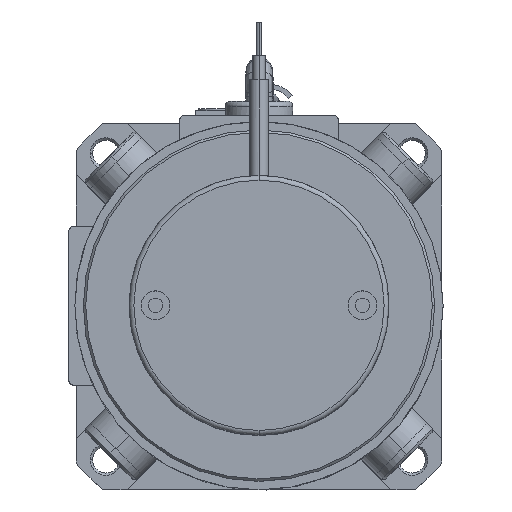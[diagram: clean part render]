
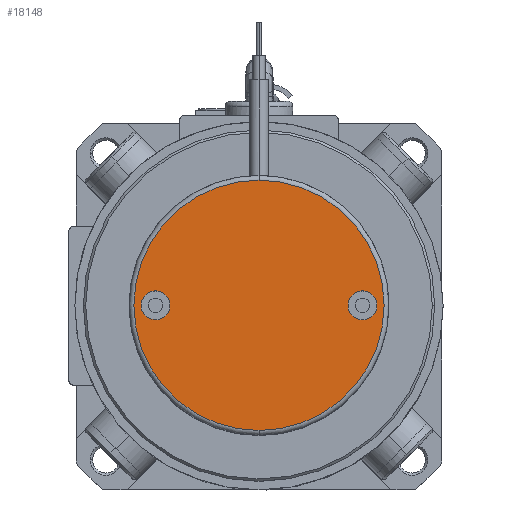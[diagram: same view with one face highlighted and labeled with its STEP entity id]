
A CAD part, top view. The second image highlights one B-rep face of the part: STEP entity #18148.
In plain terms, the highlighted planar face has unit normal (0, 0, 1).
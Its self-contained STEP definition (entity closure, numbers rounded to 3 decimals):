
#723 = ORIENTED_EDGE ( 'NONE', *, *, #22696, .F. ) ;
#1481 = VERTEX_POINT ( 'NONE', #4714 ) ;
#2529 = DIRECTION ( 'NONE',  ( 0., 0., 1. ) ) ;
#2602 = FACE_BOUND ( 'NONE', #21790, .T. ) ;
#3125 = DIRECTION ( 'NONE',  ( 0., 0., 1. ) ) ;
#3220 = DIRECTION ( 'NONE',  ( 0., 0., 1. ) ) ;
#4162 = EDGE_CURVE ( 'NONE', #5422, #16253, #22414, .T. ) ;
#4432 = CIRCLE ( 'NONE', #12921, 3. ) ;
#4509 = ORIENTED_EDGE ( 'NONE', *, *, #4162, .T. ) ;
#4714 = CARTESIAN_POINT ( 'NONE',  ( -21.5, -3., 81.5 ) ) ;
#4985 = EDGE_LOOP ( 'NONE', ( #723, #22156 ) ) ;
#5368 = DIRECTION ( 'NONE',  ( 0., 0., 1. ) ) ;
#5422 = VERTEX_POINT ( 'NONE', #6597 ) ;
#5792 = AXIS2_PLACEMENT_3D ( 'NONE', #11637, #11516, #17339 ) ;
#6597 = CARTESIAN_POINT ( 'NONE',  ( 0., 26., 81.5 ) ) ;
#6879 = CARTESIAN_POINT ( 'NONE',  ( 21.5, 0., 81.5 ) ) ;
#6896 = EDGE_LOOP ( 'NONE', ( #13316, #4509 ) ) ;
#7084 = DIRECTION ( 'NONE',  ( 0., -1., 0. ) ) ;
#7543 = DIRECTION ( 'NONE',  ( 0., -1., 0. ) ) ;
#7792 = ORIENTED_EDGE ( 'NONE', *, *, #17452, .F. ) ;
#8053 = FACE_BOUND ( 'NONE', #4985, .T. ) ;
#8696 = DIRECTION ( 'NONE',  ( 0., -1., 0. ) ) ;
#8873 = EDGE_CURVE ( 'NONE', #16253, #5422, #22744, .T. ) ;
#9601 = AXIS2_PLACEMENT_3D ( 'NONE', #23463, #3125, #8696 ) ;
#9994 = FACE_OUTER_BOUND ( 'NONE', #6896, .T. ) ;
#10274 = DIRECTION ( 'NONE',  ( 0., 0., 1. ) ) ;
#11516 = DIRECTION ( 'NONE',  ( 0., 0., 1. ) ) ;
#11637 = CARTESIAN_POINT ( 'NONE',  ( 0., 0., 81.5 ) ) ;
#12079 = DIRECTION ( 'NONE',  ( 0., -1., 0. ) ) ;
#12161 = CARTESIAN_POINT ( 'NONE',  ( 0., 0., 81.5 ) ) ;
#12921 = AXIS2_PLACEMENT_3D ( 'NONE', #6879, #10274, #12079 ) ;
#13316 = ORIENTED_EDGE ( 'NONE', *, *, #8873, .T. ) ;
#14058 = AXIS2_PLACEMENT_3D ( 'NONE', #22619, #2529, #14984 ) ;
#14117 = CARTESIAN_POINT ( 'NONE',  ( -21.5, 0., 81.5 ) ) ;
#14215 = DIRECTION ( 'NONE',  ( 0., -1., 0. ) ) ;
#14434 = CIRCLE ( 'NONE', #17540, 3. ) ;
#14984 = DIRECTION ( 'NONE',  ( 0., -1., 0. ) ) ;
#16163 = EDGE_CURVE ( 'NONE', #18108, #1481, #17128, .T. ) ;
#16253 = VERTEX_POINT ( 'NONE', #16809 ) ;
#16261 = PLANE ( 'NONE',  #18691 ) ;
#16610 = VERTEX_POINT ( 'NONE', #20127 ) ;
#16735 = CARTESIAN_POINT ( 'NONE',  ( 21.5, 0., 81.5 ) ) ;
#16750 = CIRCLE ( 'NONE', #22154, 3. ) ;
#16809 = CARTESIAN_POINT ( 'NONE',  ( 0., -26., 81.5 ) ) ;
#17128 = CIRCLE ( 'NONE', #14058, 3. ) ;
#17312 = ORIENTED_EDGE ( 'NONE', *, *, #16163, .F. ) ;
#17339 = DIRECTION ( 'NONE',  ( 0., -1., 0. ) ) ;
#17452 = EDGE_CURVE ( 'NONE', #1481, #18108, #16750, .T. ) ;
#17540 = AXIS2_PLACEMENT_3D ( 'NONE', #16735, #5368, #7543 ) ;
#18108 = VERTEX_POINT ( 'NONE', #23058 ) ;
#18148 = ADVANCED_FACE ( 'Defeature ausgef�hrt2_5', ( #8053, #2602, #9994 ), #16261, .T. ) ;
#18275 = EDGE_CURVE ( 'NONE', #16610, #18628, #14434, .T. ) ;
#18628 = VERTEX_POINT ( 'NONE', #23401 ) ;
#18691 = AXIS2_PLACEMENT_3D ( 'NONE', #12161, #20026, #14215 ) ;
#20026 = DIRECTION ( 'NONE',  ( 0., 0., 1. ) ) ;
#20127 = CARTESIAN_POINT ( 'NONE',  ( 21.5, 3., 81.5 ) ) ;
#21790 = EDGE_LOOP ( 'NONE', ( #7792, #17312 ) ) ;
#22154 = AXIS2_PLACEMENT_3D ( 'NONE', #14117, #3220, #7084 ) ;
#22156 = ORIENTED_EDGE ( 'NONE', *, *, #18275, .F. ) ;
#22414 = CIRCLE ( 'NONE', #5792, 26. ) ;
#22619 = CARTESIAN_POINT ( 'NONE',  ( -21.5, 0., 81.5 ) ) ;
#22696 = EDGE_CURVE ( 'NONE', #18628, #16610, #4432, .T. ) ;
#22744 = CIRCLE ( 'NONE', #9601, 26. ) ;
#23058 = CARTESIAN_POINT ( 'NONE',  ( -21.5, 3., 81.5 ) ) ;
#23401 = CARTESIAN_POINT ( 'NONE',  ( 21.5, -3., 81.5 ) ) ;
#23463 = CARTESIAN_POINT ( 'NONE',  ( 0., 0., 81.5 ) ) ;
